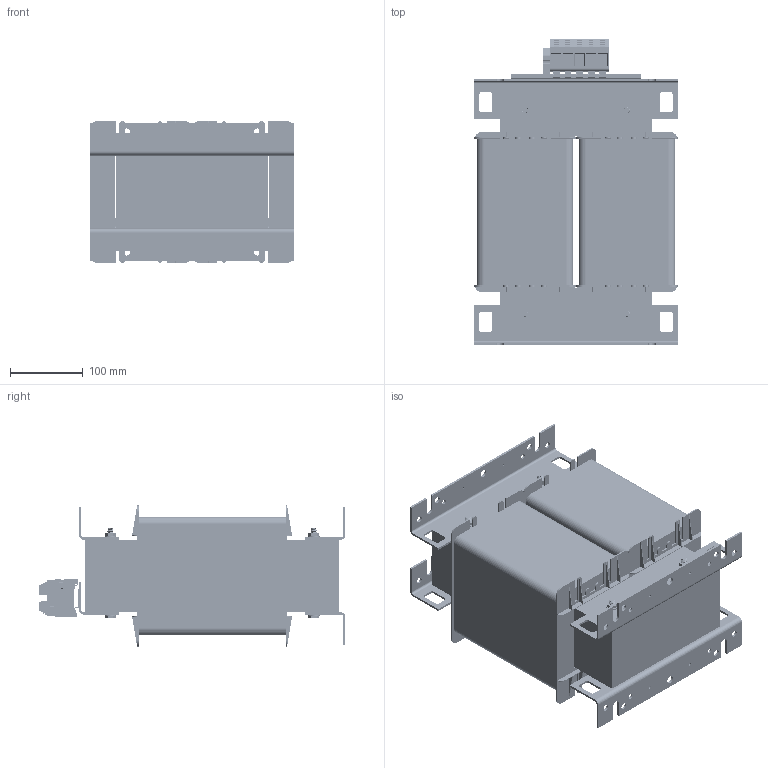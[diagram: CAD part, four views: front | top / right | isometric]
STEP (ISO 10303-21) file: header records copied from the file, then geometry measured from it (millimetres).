
FILE_DESCRIPTION(/* description */ (''),/* implementation_level */ '2;1');
FILE_NAME(/* name */ 'TKX8.stp',/* time_stamp */ '2024-01-08T12:06:52+01:00',/* author */ ('ops'),/* organization */ (''),/* preprocessor_version */ 'ST-DEVELOPER v16.13',/* originating_system */ 'Autodesk Inventor 2018',/* authorisation */ '');
FILE_SCHEMA (('AUTOMOTIVE_DESIGN { 1 0 10303 214 3 1 1 }'));
Products named in the file (1): TKX8
Bounding box: 280 x 421.3 x 195 mm (x, y, z)
Volume: 12235795.7 mm3; surface area: 1483925.8 mm2
Topology: 32 solids, 32 shells, 1972 faces, 5264 edges, 3405 vertices
Faces by surface type: plane 1476, cylinder 469, cone 15, bspline 12
Full cylindrical faces by diameter (mm): 3.5 x8, 6.647 x4, 7 x8, 7.3 x10, 8.4 x8, 8.6 x5, 9 x16, 11 x4, 12 x12, 16 x8
Entity records: 115236 total; most frequent: CARTESIAN_POINT 64368, ORIENTED_EDGE 10282, DIRECTION 10055, EDGE_CURVE 5141, LINE 4061, VECTOR 4061, VERTEX_POINT 3380, AXIS2_PLACEMENT_3D 2997
